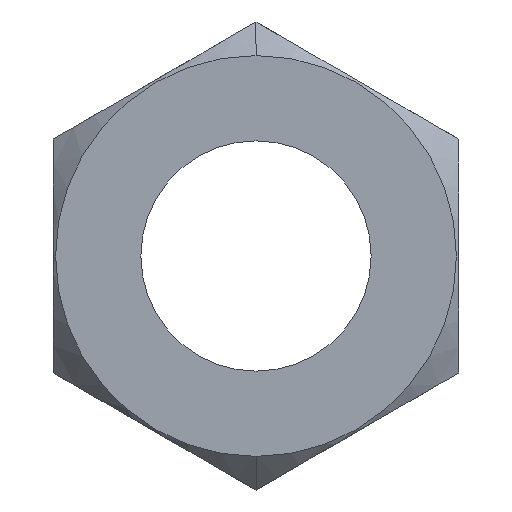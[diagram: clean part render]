
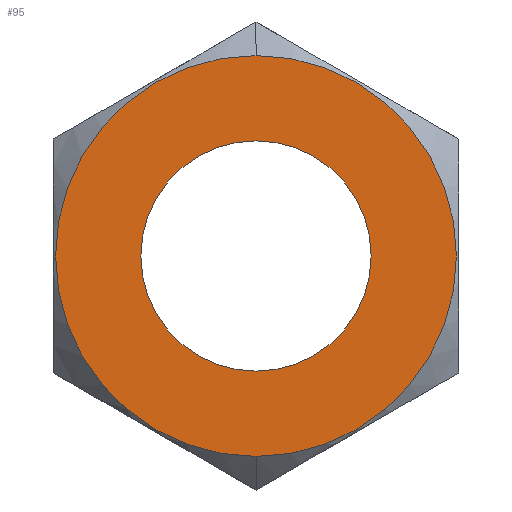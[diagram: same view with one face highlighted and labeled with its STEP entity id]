
A CAD part, front view. The second image highlights one B-rep face of the part: STEP entity #95.
In plain terms, the highlighted planar face has unit normal (0, -1, 0).
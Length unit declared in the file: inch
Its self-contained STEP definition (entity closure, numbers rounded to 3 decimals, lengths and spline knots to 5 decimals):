
#4 = ORIENTED_EDGE ( 'NONE', *, *, #448, .T. ) ;
#8 = EDGE_CURVE ( 'NONE', #364, #444, #210, .T. ) ;
#9 = CARTESIAN_POINT ( 'NONE',  ( 0., -0.125, 0. ) ) ;
#14 = AXIS2_PLACEMENT_3D ( 'NONE', #208, #543, #254 ) ;
#15 = CIRCLE ( 'NONE', #597, 0.34 ) ;
#22 = CARTESIAN_POINT ( 'NONE',  ( 0., -0.125, 0. ) ) ;
#34 = AXIS2_PLACEMENT_3D ( 'NONE', #9, #338, #57 ) ;
#37 = EDGE_LOOP ( 'NONE', ( #270, #610 ) ) ;
#57 = DIRECTION ( 'NONE',  ( 0., 0., 1. ) ) ;
#63 = ORIENTED_EDGE ( 'NONE', *, *, #463, .T. ) ;
#74 = DIRECTION ( 'NONE',  ( 0., 0., 1. ) ) ;
#95 = ADVANCED_FACE ( 'NONE', ( #581, #592 ), #350, .F. ) ;
#111 = CARTESIAN_POINT ( 'NONE',  ( 0., -0.125, -0.34 ) ) ;
#115 = DIRECTION ( 'NONE',  ( 0., -1., 0. ) ) ;
#171 = AXIS2_PLACEMENT_3D ( 'NONE', #255, #496, #212 ) ;
#208 = CARTESIAN_POINT ( 'NONE',  ( 0., -0.125, 0. ) ) ;
#210 = CIRCLE ( 'NONE', #358, 0.1953 ) ;
#212 = DIRECTION ( 'NONE',  ( 0., 0., 1. ) ) ;
#231 = CARTESIAN_POINT ( 'NONE',  ( 0., -0.125, 0.34 ) ) ;
#254 = DIRECTION ( 'NONE',  ( 0., 0., -1. ) ) ;
#255 = CARTESIAN_POINT ( 'NONE',  ( 0., -0.125, 0. ) ) ;
#266 = CIRCLE ( 'NONE', #14, 0.34 ) ;
#270 = ORIENTED_EDGE ( 'NONE', *, *, #363, .T. ) ;
#278 = EDGE_LOOP ( 'NONE', ( #63, #4 ) ) ;
#295 = VERTEX_POINT ( 'NONE', #231 ) ;
#338 = DIRECTION ( 'NONE',  ( 0., 1., 0. ) ) ;
#347 = DIRECTION ( 'NONE',  ( 0., 1., 0. ) ) ;
#350 = PLANE ( 'NONE',  #171 ) ;
#358 = AXIS2_PLACEMENT_3D ( 'NONE', #22, #347, #74 ) ;
#363 = EDGE_CURVE ( 'NONE', #444, #364, #413, .T. ) ;
#364 = VERTEX_POINT ( 'NONE', #530 ) ;
#387 = CARTESIAN_POINT ( 'NONE',  ( 0., -0.125, 0.1953 ) ) ;
#391 = CARTESIAN_POINT ( 'NONE',  ( 0., -0.125, 0. ) ) ;
#413 = CIRCLE ( 'NONE', #34, 0.1953 ) ;
#423 = VERTEX_POINT ( 'NONE', #111 ) ;
#442 = DIRECTION ( 'NONE',  ( 0., 0., -1. ) ) ;
#444 = VERTEX_POINT ( 'NONE', #387 ) ;
#448 = EDGE_CURVE ( 'NONE', #295, #423, #15, .T. ) ;
#463 = EDGE_CURVE ( 'NONE', #423, #295, #266, .T. ) ;
#496 = DIRECTION ( 'NONE',  ( 0., 1., 0. ) ) ;
#530 = CARTESIAN_POINT ( 'NONE',  ( 0., -0.125, -0.1953 ) ) ;
#543 = DIRECTION ( 'NONE',  ( 0., -1., 0. ) ) ;
#581 = FACE_BOUND ( 'NONE', #37, .T. ) ;
#592 = FACE_OUTER_BOUND ( 'NONE', #278, .T. ) ;
#597 = AXIS2_PLACEMENT_3D ( 'NONE', #391, #115, #442 ) ;
#610 = ORIENTED_EDGE ( 'NONE', *, *, #8, .T. ) ;
